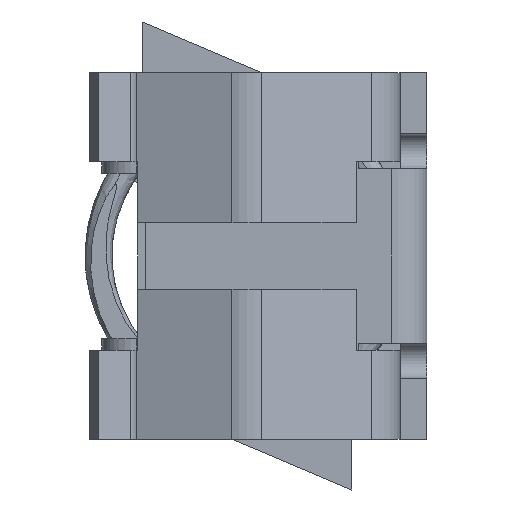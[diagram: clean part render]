
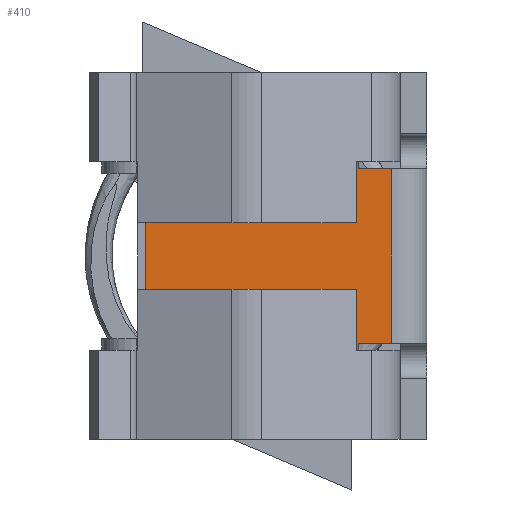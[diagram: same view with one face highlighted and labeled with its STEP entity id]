
A CAD part, front view. The second image highlights one B-rep face of the part: STEP entity #410.
In plain terms, the highlighted planar face has unit normal (0, -1, 0).
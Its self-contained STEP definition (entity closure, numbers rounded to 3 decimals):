
#410=ADVANCED_FACE('',(#777),#616,.T.);
#616=PLANE('',#4504);
#777=FACE_OUTER_BOUND('',#994,.T.);
#994=EDGE_LOOP('',(#1701,#1702,#1703,#1704,#1705,#1706,#1707,#1708,#1709,
#1710,#1711,#1712));
#1701=ORIENTED_EDGE('',*,*,#3163,.T.);
#1702=ORIENTED_EDGE('',*,*,#3164,.T.);
#1703=ORIENTED_EDGE('',*,*,#3165,.T.);
#1704=ORIENTED_EDGE('',*,*,#3150,.T.);
#1705=ORIENTED_EDGE('',*,*,#3166,.T.);
#1706=ORIENTED_EDGE('',*,*,#3167,.T.);
#1707=ORIENTED_EDGE('',*,*,#3168,.F.);
#1708=ORIENTED_EDGE('',*,*,#3169,.T.);
#1709=ORIENTED_EDGE('',*,*,#3170,.F.);
#1710=ORIENTED_EDGE('',*,*,#3171,.F.);
#1711=ORIENTED_EDGE('',*,*,#3172,.F.);
#1712=ORIENTED_EDGE('',*,*,#3173,.T.);
#2665=VERTEX_POINT('',#6155);
#2668=VERTEX_POINT('',#6160);
#2681=VERTEX_POINT('',#6189);
#2682=VERTEX_POINT('',#6190);
#2683=VERTEX_POINT('',#6192);
#2684=VERTEX_POINT('',#6195);
#2685=VERTEX_POINT('',#6197);
#2686=VERTEX_POINT('',#6199);
#2687=VERTEX_POINT('',#6201);
#2688=VERTEX_POINT('',#6203);
#2689=VERTEX_POINT('',#6205);
#2690=VERTEX_POINT('',#6207);
#3150=EDGE_CURVE('',#2665,#2668,#3723,.T.);
#3163=EDGE_CURVE('',#2681,#2682,#3736,.T.);
#3164=EDGE_CURVE('',#2682,#2683,#3737,.T.);
#3165=EDGE_CURVE('',#2683,#2665,#3738,.T.);
#3166=EDGE_CURVE('',#2668,#2684,#3739,.T.);
#3167=EDGE_CURVE('',#2684,#2685,#3740,.T.);
#3168=EDGE_CURVE('',#2686,#2685,#3741,.T.);
#3169=EDGE_CURVE('',#2686,#2687,#3742,.T.);
#3170=EDGE_CURVE('',#2688,#2687,#3743,.T.);
#3171=EDGE_CURVE('',#2689,#2688,#3744,.T.);
#3172=EDGE_CURVE('',#2690,#2689,#3745,.T.);
#3173=EDGE_CURVE('',#2690,#2681,#3746,.T.);
#3723=LINE('',#6161,#4128);
#3736=LINE('',#6188,#4141);
#3737=LINE('',#6191,#4142);
#3738=LINE('',#6193,#4143);
#3739=LINE('',#6194,#4144);
#3740=LINE('',#6196,#4145);
#3741=LINE('',#6198,#4146);
#3742=LINE('',#6200,#4147);
#3743=LINE('',#6202,#4148);
#3744=LINE('',#6204,#4149);
#3745=LINE('',#6206,#4150);
#3746=LINE('',#6208,#4151);
#4128=VECTOR('',#5096,1.);
#4141=VECTOR('',#5113,1.);
#4142=VECTOR('',#5114,1.);
#4143=VECTOR('',#5115,1.);
#4144=VECTOR('',#5116,1.);
#4145=VECTOR('',#5117,1.);
#4146=VECTOR('',#5118,1.);
#4147=VECTOR('',#5119,1.);
#4148=VECTOR('',#5120,1.);
#4149=VECTOR('',#5121,1.);
#4150=VECTOR('',#5122,1.);
#4151=VECTOR('',#5123,1.);
#4504=AXIS2_PLACEMENT_3D('',#6209,#5124,#5125);
#5096=DIRECTION('',(0.,0.,1.));
#5113=DIRECTION('',(1.,0.,0.));
#5114=DIRECTION('',(0.,0.,1.));
#5115=DIRECTION('',(1.,0.,0.));
#5116=DIRECTION('',(-1.,0.,0.));
#5117=DIRECTION('',(0.,0.,1.));
#5118=DIRECTION('',(1.,0.,0.));
#5119=DIRECTION('',(0.,0.,-1.));
#5120=DIRECTION('',(-1.,0.,0.));
#5121=DIRECTION('',(0.,0.,1.));
#5122=DIRECTION('',(1.,0.,0.));
#5123=DIRECTION('',(0.,0.,-1.));
#5124=DIRECTION('',(0.,-1.,0.));
#5125=DIRECTION('',(0.,0.,1.));
#6155=CARTESIAN_POINT('',(-33.2,27.85,-5.));
#6160=CARTESIAN_POINT('',(-33.2,27.85,5.));
#6161=CARTESIAN_POINT('',(-33.2,27.85,-10.5));
#6188=CARTESIAN_POINT('',(-49.8,27.85,-10.5));
#6189=CARTESIAN_POINT('',(-47.8,27.85,-10.5));
#6190=CARTESIAN_POINT('',(-35.1,27.85,-10.5));
#6191=CARTESIAN_POINT('',(-35.1,27.85,-17.));
#6192=CARTESIAN_POINT('',(-35.1,27.85,-5.));
#6193=CARTESIAN_POINT('',(-35.1,27.85,-5.));
#6194=CARTESIAN_POINT('',(-21.3,27.85,5.));
#6195=CARTESIAN_POINT('',(-35.1,27.85,5.));
#6196=CARTESIAN_POINT('',(-35.1,27.85,5.));
#6197=CARTESIAN_POINT('',(-35.1,27.85,10.5));
#6198=CARTESIAN_POINT('',(-49.8,27.85,10.5));
#6199=CARTESIAN_POINT('',(-47.8,27.85,10.5));
#6200=CARTESIAN_POINT('',(-47.8,27.85,-10.5));
#6201=CARTESIAN_POINT('',(-47.8,27.85,4.75));
#6202=CARTESIAN_POINT('',(-47.3,27.85,4.75));
#6203=CARTESIAN_POINT('',(-47.3,27.85,4.75));
#6204=CARTESIAN_POINT('',(-47.3,27.85,-4.75));
#6205=CARTESIAN_POINT('',(-47.3,27.85,-4.75));
#6206=CARTESIAN_POINT('',(-52.8,27.85,-4.75));
#6207=CARTESIAN_POINT('',(-47.8,27.85,-4.75));
#6208=CARTESIAN_POINT('',(-47.8,27.85,-10.5));
#6209=CARTESIAN_POINT('',(-49.8,27.85,-10.5));
